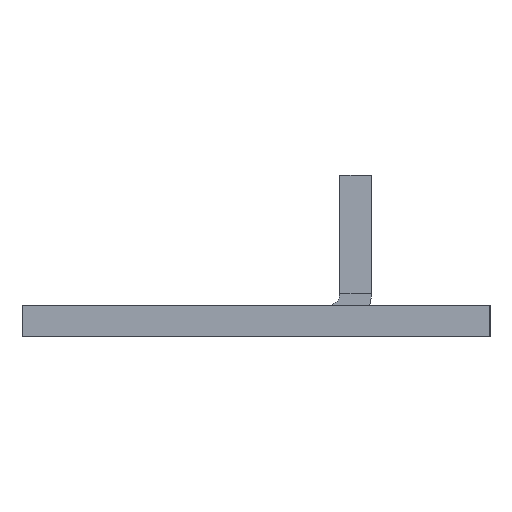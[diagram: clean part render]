
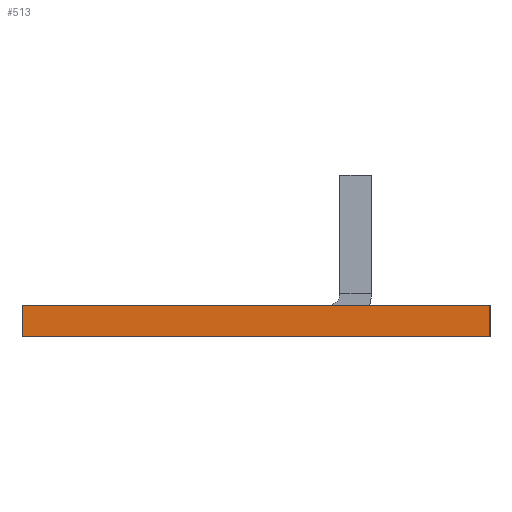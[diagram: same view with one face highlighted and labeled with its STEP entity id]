
A CAD part, left-side view. The second image highlights one B-rep face of the part: STEP entity #513.
In plain terms, the highlighted planar face has unit normal (-1, 0, 0).
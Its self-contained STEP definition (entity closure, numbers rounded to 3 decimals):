
#48 = FACE_OUTER_BOUND ( 'NONE', #118, .T. ) ;
#118 = EDGE_LOOP ( 'NONE', ( #442, #312, #441, #457 ) ) ;
#312 = ORIENTED_EDGE ( 'NONE', *, *, #1228, .F. ) ;
#441 = ORIENTED_EDGE ( 'NONE', *, *, #1231, .T. ) ;
#442 = ORIENTED_EDGE ( 'NONE', *, *, #1333, .F. ) ;
#457 = ORIENTED_EDGE ( 'NONE', *, *, #1230, .T. ) ;
#513 = ADVANCED_FACE ( 'NONE', ( #48 ), #584, .T. ) ;
#584 = PLANE ( 'NONE',  #1378 ) ;
#587 = CARTESIAN_POINT ( 'NONE',  ( -54., -14.8, -2. ) ) ;
#593 = DIRECTION ( 'NONE',  ( -1., 0., 0. ) ) ;
#594 = DIRECTION ( 'NONE',  ( 0., 0., 1. ) ) ;
#738 = CARTESIAN_POINT ( 'NONE',  ( -54., -14.8, 0. ) ) ;
#739 = DIRECTION ( 'NONE',  ( 0., -1., 0. ) ) ;
#801 = CARTESIAN_POINT ( 'NONE',  ( -54., 14.8, -2. ) ) ;
#837 = CARTESIAN_POINT ( 'NONE',  ( -54., -14.8, -2. ) ) ;
#839 = CARTESIAN_POINT ( 'NONE',  ( -54., -14.8, -2. ) ) ;
#840 = DIRECTION ( 'NONE',  ( 0., 0., 1. ) ) ;
#842 = DIRECTION ( 'NONE',  ( 0., -1., 0. ) ) ;
#911 = CARTESIAN_POINT ( 'NONE',  ( -54., 14.8, 0. ) ) ;
#912 = CARTESIAN_POINT ( 'NONE',  ( -54., -14.8, 0. ) ) ;
#1017 = CARTESIAN_POINT ( 'NONE',  ( -54., 14.8, -2. ) ) ;
#1018 = CARTESIAN_POINT ( 'NONE',  ( -54., -14.8, -2. ) ) ;
#1069 = DIRECTION ( 'NONE',  ( 0., 0., 1. ) ) ;
#1228 = EDGE_CURVE ( 'NONE', #1563, #1580, #1718, .T. ) ;
#1230 = EDGE_CURVE ( 'NONE', #1564, #1581, #1722, .T. ) ;
#1231 = EDGE_CURVE ( 'NONE', #1563, #1564, #1709, .T. ) ;
#1333 = EDGE_CURVE ( 'NONE', #1580, #1581, #1895, .T. ) ;
#1378 = AXIS2_PLACEMENT_3D ( 'NONE', #587, #593, #594 ) ;
#1563 = VERTEX_POINT ( 'NONE', #1017 ) ;
#1564 = VERTEX_POINT ( 'NONE', #1018 ) ;
#1580 = VERTEX_POINT ( 'NONE', #911 ) ;
#1581 = VERTEX_POINT ( 'NONE', #912 ) ;
#1709 = LINE ( 'NONE', #837, #1724 ) ;
#1718 = LINE ( 'NONE', #801, #1719 ) ;
#1719 = VECTOR ( 'NONE', #1069, 1000. ) ;
#1722 = LINE ( 'NONE', #839, #1723 ) ;
#1723 = VECTOR ( 'NONE', #840, 1000. ) ;
#1724 = VECTOR ( 'NONE', #842, 1000. ) ;
#1895 = LINE ( 'NONE', #738, #1896 ) ;
#1896 = VECTOR ( 'NONE', #739, 1000. ) ;
